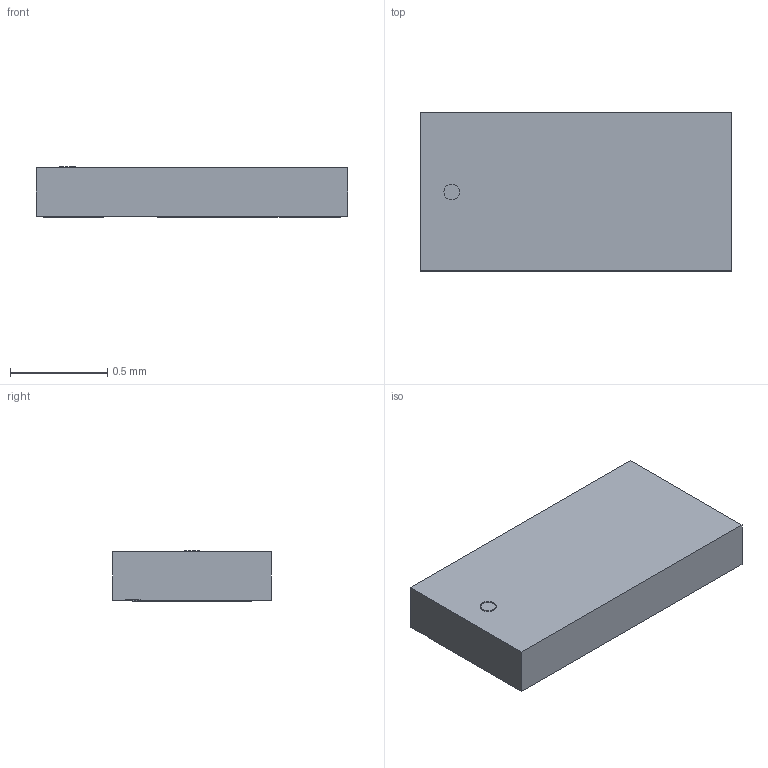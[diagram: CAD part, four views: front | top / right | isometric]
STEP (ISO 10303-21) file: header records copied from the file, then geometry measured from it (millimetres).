
FILE_DESCRIPTION (( 'STEP AP214' ), '1' );
FILE_NAME ('SDM2U30CSP-7.step', '2024-06-17T09:05:53', ( '' ), ( '' ), 'SwSTEP 2.0', 'SolidWorks 2024', '' );
FILE_SCHEMA (( 'AUTOMOTIVE_DESIGN' ));
Length unit declared in the file: millimetre
Products named in the file (1): SDM2U30CSP-7
Bounding box: 1.6 x 0.81 x 0.26 mm (x, y, z)
Surface area: 5.7 mm2 (no closed solid volume)
Topology: 0 solids, 5 shells, 30 faces, 66 edges, 44 vertices
Faces by surface type: plane 25, cylinder 5
Entity records: 1194 total; most frequent: CARTESIAN_POINT 141, DIRECTION 138, ORIENTED_EDGE 128, EDGE_CURVE 66, VECTOR 56, LINE 56, VERTEX_POINT 44, AXIS2_PLACEMENT_3D 41
